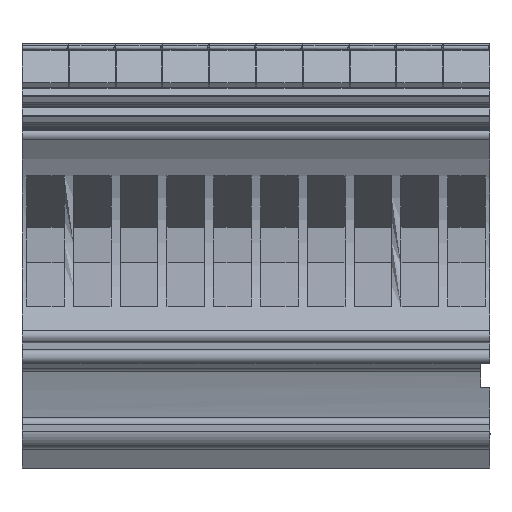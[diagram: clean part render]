
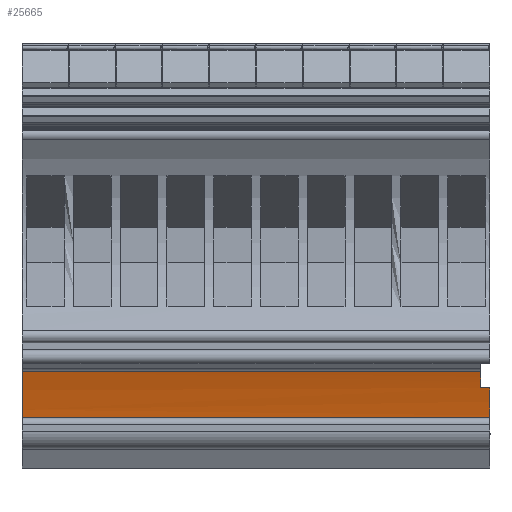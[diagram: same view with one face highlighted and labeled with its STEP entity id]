
A CAD part, front view. The second image highlights one B-rep face of the part: STEP entity #25665.
In plain terms, the highlighted cylindrical face has radius 40 mm (diameter 80 mm), a partial arc.
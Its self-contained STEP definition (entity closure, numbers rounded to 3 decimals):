
#688=AXIS2_PLACEMENT_3D('Circle Axis2P3D',#686,#687,$) ;
#1958=AXIS2_PLACEMENT_3D('Circle Axis2P3D',#1956,#1957,$) ;
#24657=AXIS2_PLACEMENT_3D('Circle Axis2P3D',#24655,#24656,$) ;
#25655=AXIS2_PLACEMENT_3D('Cylinder Axis2P3D',#25652,#25653,#25654) ;
#466=CARTESIAN_POINT('Vertex',(51.,5.493,4.234)) ;
#469=CARTESIAN_POINT('Line Origine',(45.315,5.493,4.234)) ;
#473=CARTESIAN_POINT('Vertex',(0.,5.493,4.234)) ;
#683=CARTESIAN_POINT('Vertex',(51.,4.451,8.75)) ;
#686=CARTESIAN_POINT('Axis2P3D Location',(51.,-33.938,-2.488)) ;
#1399=CARTESIAN_POINT('Line Origine',(50.5,4.451,8.75)) ;
#1403=CARTESIAN_POINT('Vertex',(50.,4.451,8.75)) ;
#1953=CARTESIAN_POINT('Vertex',(50.,3.873,10.563)) ;
#1956=CARTESIAN_POINT('Axis2P3D Location',(50.,-33.938,-2.488)) ;
#24655=CARTESIAN_POINT('Axis2P3D Location',(0.,-33.938,-2.488)) ;
#24659=CARTESIAN_POINT('Vertex',(0.,3.873,10.563)) ;
#25639=CARTESIAN_POINT('Line Origine',(24.39,3.873,10.563)) ;
#25652=CARTESIAN_POINT('Axis2P3D Location',(45.315,-33.938,-2.488)) ;
#470=DIRECTION('Vector Direction',(-1.,0.,0.)) ;
#687=DIRECTION('Axis2P3D Direction',(1.,0.,0.)) ;
#1400=DIRECTION('Vector Direction',(1.,0.,0.)) ;
#1957=DIRECTION('Axis2P3D Direction',(1.,0.,0.)) ;
#24656=DIRECTION('Axis2P3D Direction',(1.,0.,0.)) ;
#25640=DIRECTION('Vector Direction',(1.,0.,0.)) ;
#25653=DIRECTION('Axis2P3D Direction',(-1.,0.,0.)) ;
#25654=DIRECTION('Axis2P3D XDirection',(0.,0.945,0.326)) ;
#471=VECTOR('Line Direction',#470,1.) ;
#1401=VECTOR('Line Direction',#1400,1.) ;
#25641=VECTOR('Line Direction',#25640,1.) ;
#25658=ORIENTED_EDGE('',*,*,#1960,.T.) ;
#25659=ORIENTED_EDGE('',*,*,#25643,.T.) ;
#25660=ORIENTED_EDGE('',*,*,#24661,.F.) ;
#25661=ORIENTED_EDGE('',*,*,#475,.T.) ;
#25662=ORIENTED_EDGE('',*,*,#690,.F.) ;
#25663=ORIENTED_EDGE('',*,*,#1405,.F.) ;
#25665=ADVANCED_FACE('KLTR',(#25664),#25656,.F.) ;
#689=CIRCLE('generated circle',#688,40.) ;
#1959=CIRCLE('generated circle',#1958,40.) ;
#24658=CIRCLE('generated circle',#24657,40.) ;
#25656=CYLINDRICAL_SURFACE('generated cylinder',#25655,40.) ;
#475=EDGE_CURVE('',#474,#467,#472,.F.) ;
#690=EDGE_CURVE('',#684,#467,#689,.F.) ;
#1405=EDGE_CURVE('',#1404,#684,#1402,.T.) ;
#1960=EDGE_CURVE('',#1404,#1954,#1959,.T.) ;
#24661=EDGE_CURVE('',#474,#24660,#24658,.T.) ;
#25643=EDGE_CURVE('',#1954,#24660,#25642,.F.) ;
#25657=EDGE_LOOP('',(#25658,#25659,#25660,#25661,#25662,#25663)) ;
#25664=FACE_OUTER_BOUND('',#25657,.T.) ;
#472=LINE('Line',#469,#471) ;
#1402=LINE('Line',#1399,#1401) ;
#25642=LINE('Line',#25639,#25641) ;
#467=VERTEX_POINT('',#466) ;
#474=VERTEX_POINT('',#473) ;
#684=VERTEX_POINT('',#683) ;
#1404=VERTEX_POINT('',#1403) ;
#1954=VERTEX_POINT('',#1953) ;
#24660=VERTEX_POINT('',#24659) ;
